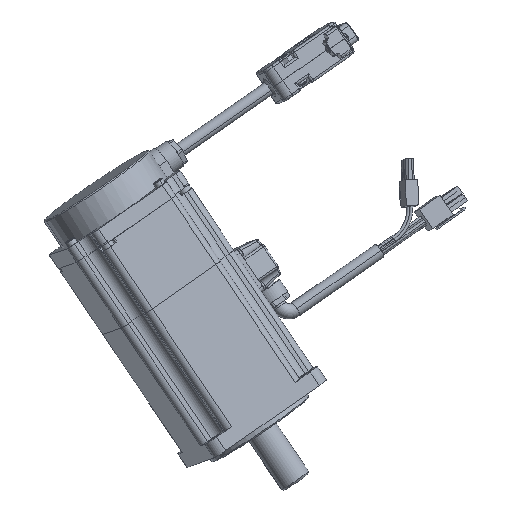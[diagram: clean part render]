
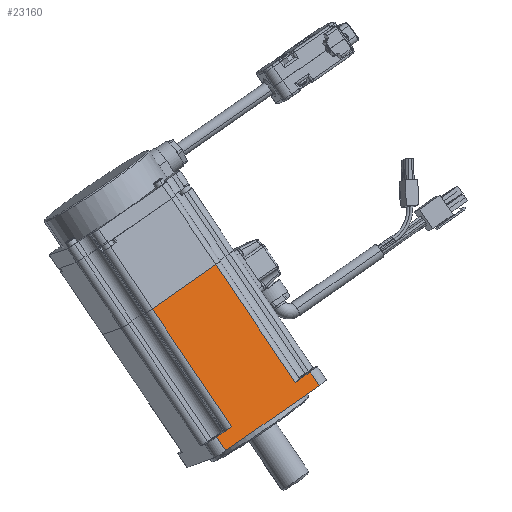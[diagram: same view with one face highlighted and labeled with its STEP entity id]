
A CAD part, front view. The second image highlights one B-rep face of the part: STEP entity #23160.
In plain terms, the highlighted face is planar.
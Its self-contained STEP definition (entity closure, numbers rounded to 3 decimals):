
#122 = LINE ( 'NONE', #32820, #15137 ) ;
#283 = CARTESIAN_POINT ( 'NONE',  ( -25., -30., 0. ) ) ;
#424 = EDGE_LOOP ( 'NONE', ( #38950, #1436, #14597, #15814, #37850, #7173, #32422, #5706 ) ) ;
#575 = DIRECTION ( 'NONE',  ( 0., 0., 1. ) ) ;
#844 = CARTESIAN_POINT ( 'NONE',  ( 17., -30., 7. ) ) ;
#1436 = ORIENTED_EDGE ( 'NONE', *, *, #52175, .T. ) ;
#2914 = CARTESIAN_POINT ( 'NONE',  ( 25., -30., 7. ) ) ;
#4671 = DIRECTION ( 'NONE',  ( 0., 0., -1. ) ) ;
#5706 = ORIENTED_EDGE ( 'NONE', *, *, #34896, .T. ) ;
#6929 = DIRECTION ( 'NONE',  ( 1., 0., 0. ) ) ;
#7173 = ORIENTED_EDGE ( 'NONE', *, *, #17637, .T. ) ;
#7891 = CARTESIAN_POINT ( 'NONE',  ( 17., -30., 67.7 ) ) ;
#8204 = VECTOR ( 'NONE', #41280, 1000. ) ;
#8330 = VERTEX_POINT ( 'NONE', #25176 ) ;
#11390 = CARTESIAN_POINT ( 'NONE',  ( -30., -30., 7. ) ) ;
#11587 = VERTEX_POINT ( 'NONE', #31666 ) ;
#13617 = DIRECTION ( 'NONE',  ( 0., 0., -1. ) ) ;
#13737 = CARTESIAN_POINT ( 'NONE',  ( 17., -30., 7. ) ) ;
#14597 = ORIENTED_EDGE ( 'NONE', *, *, #42589, .T. ) ;
#14621 = CARTESIAN_POINT ( 'NONE',  ( -17., -30., 7. ) ) ;
#14684 = EDGE_CURVE ( 'NONE', #8330, #56696, #21414, .T. ) ;
#15137 = VECTOR ( 'NONE', #55650, 1000. ) ;
#15814 = ORIENTED_EDGE ( 'NONE', *, *, #35618, .T. ) ;
#17637 = EDGE_CURVE ( 'NONE', #40397, #32503, #36166, .T. ) ;
#19443 = VECTOR ( 'NONE', #4671, 1000. ) ;
#20902 = DIRECTION ( 'NONE',  ( 1., 0., 0. ) ) ;
#21414 = LINE ( 'NONE', #44760, #46213 ) ;
#23160 = ADVANCED_FACE ( 'NONE', ( #32382 ), #27932, .F. ) ;
#23341 = VECTOR ( 'NONE', #6929, 1000. ) ;
#24593 = LINE ( 'NONE', #53585, #53702 ) ;
#25176 = CARTESIAN_POINT ( 'NONE',  ( -25., -30., 7. ) ) ;
#27249 = VERTEX_POINT ( 'NONE', #2914 ) ;
#27839 = LINE ( 'NONE', #14621, #19443 ) ;
#27932 = PLANE ( 'NONE',  #49683 ) ;
#28708 = EDGE_CURVE ( 'NONE', #45070, #32503, #24593, .T. ) ;
#30478 = CARTESIAN_POINT ( 'NONE',  ( -17., -30., 67.7 ) ) ;
#31589 = CARTESIAN_POINT ( 'NONE',  ( -25., -30., 7. ) ) ;
#31666 = CARTESIAN_POINT ( 'NONE',  ( 25., -30., 0. ) ) ;
#32382 = FACE_OUTER_BOUND ( 'NONE', #424, .T. ) ;
#32422 = ORIENTED_EDGE ( 'NONE', *, *, #28708, .F. ) ;
#32503 = VERTEX_POINT ( 'NONE', #7891 ) ;
#32820 = CARTESIAN_POINT ( 'NONE',  ( -30., -30., 0. ) ) ;
#32933 = VECTOR ( 'NONE', #58604, 1000. ) ;
#34557 = VERTEX_POINT ( 'NONE', #283 ) ;
#34896 = EDGE_CURVE ( 'NONE', #45070, #56696, #27839, .T. ) ;
#35618 = EDGE_CURVE ( 'NONE', #11587, #27249, #37117, .T. ) ;
#36166 = LINE ( 'NONE', #13737, #8204 ) ;
#37117 = LINE ( 'NONE', #45853, #32933 ) ;
#37850 = ORIENTED_EDGE ( 'NONE', *, *, #47366, .F. ) ;
#38950 = ORIENTED_EDGE ( 'NONE', *, *, #14684, .F. ) ;
#39678 = DIRECTION ( 'NONE',  ( 1., 0., 0. ) ) ;
#40397 = VERTEX_POINT ( 'NONE', #844 ) ;
#41280 = DIRECTION ( 'NONE',  ( 0., 0., 1. ) ) ;
#41654 = DIRECTION ( 'NONE',  ( 0., 1., 0. ) ) ;
#42589 = EDGE_CURVE ( 'NONE', #34557, #11587, #122, .T. ) ;
#44760 = CARTESIAN_POINT ( 'NONE',  ( -30., -30., 7. ) ) ;
#45070 = VERTEX_POINT ( 'NONE', #30478 ) ;
#45853 = CARTESIAN_POINT ( 'NONE',  ( 25., -30., 7. ) ) ;
#46175 = CARTESIAN_POINT ( 'NONE',  ( -30., -30., 7. ) ) ;
#46213 = VECTOR ( 'NONE', #39678, 1000. ) ;
#46923 = VECTOR ( 'NONE', #13617, 1000. ) ;
#47366 = EDGE_CURVE ( 'NONE', #40397, #27249, #48013, .T. ) ;
#48013 = LINE ( 'NONE', #11390, #23341 ) ;
#49683 = AXIS2_PLACEMENT_3D ( 'NONE', #46175, #41654, #575 ) ;
#52175 = EDGE_CURVE ( 'NONE', #8330, #34557, #54712, .T. ) ;
#53585 = CARTESIAN_POINT ( 'NONE',  ( -20., -30., 67.7 ) ) ;
#53702 = VECTOR ( 'NONE', #20902, 1000. ) ;
#54712 = LINE ( 'NONE', #31589, #46923 ) ;
#55650 = DIRECTION ( 'NONE',  ( 1., 0., 0. ) ) ;
#56696 = VERTEX_POINT ( 'NONE', #58461 ) ;
#58461 = CARTESIAN_POINT ( 'NONE',  ( -17., -30., 7. ) ) ;
#58604 = DIRECTION ( 'NONE',  ( 0., 0., 1. ) ) ;
